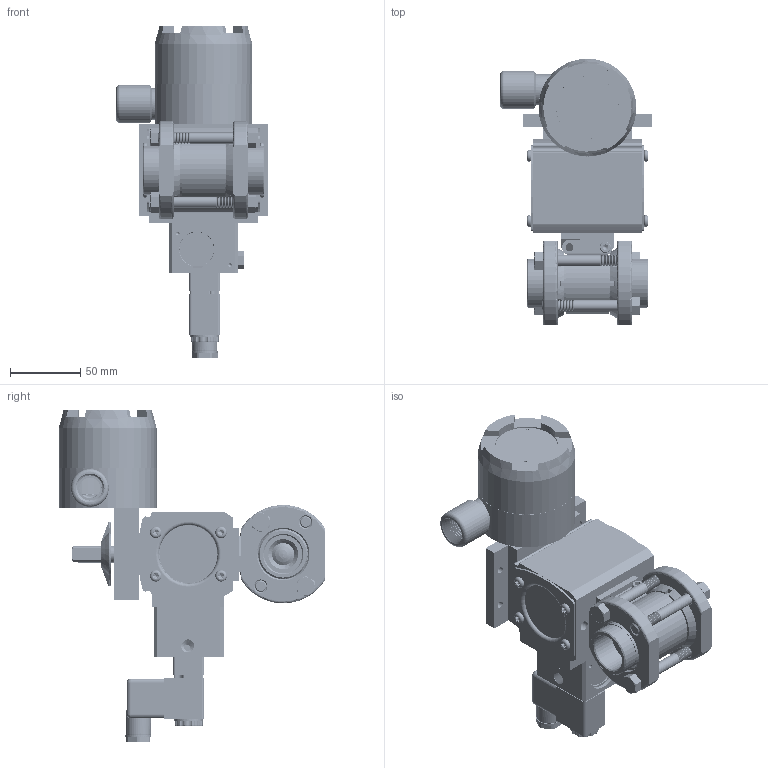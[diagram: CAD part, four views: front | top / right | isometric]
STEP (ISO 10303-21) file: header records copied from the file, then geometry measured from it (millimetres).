
FILE_DESCRIPTION (( 'STEP AP203' ), '1' );
FILE_NAME ('26XXSWSA512D4GPDSLS.step', '2018-09-05T12:10:35', ( '' ), ( '' ), 'SwSTEP 2.0', 'SolidWorks 2018', '' );
FILE_SCHEMA (( 'CONFIG_CONTROL_DESIGN' ));
Products named in the file (1): 26XXSWSA512D4GPDSLS
Bounding box: 107.71 x 189.17 x 235.74 mm (x, y, z)
Volume: 690055.3 mm3; surface area: 263224.5 mm2
Topology: 53 solids, 53 shells, 4622 faces, 12061 edges, 7512 vertices
Faces by surface type: cylinder 2021, cone 1432, plane 763, torus 206, bspline 194, sphere 6
Entity records: 214901 total; most frequent: CARTESIAN_POINT 104949, ORIENTED_EDGE 23766, DIRECTION 23214, EDGE_CURVE 11883, AXIS2_PLACEMENT_3D 9367, VERTEX_POINT 7508, EDGE_LOOP 4941, CIRCLE 4938
